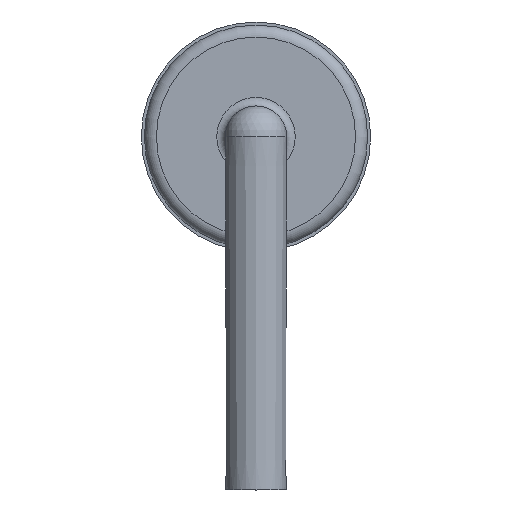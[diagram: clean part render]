
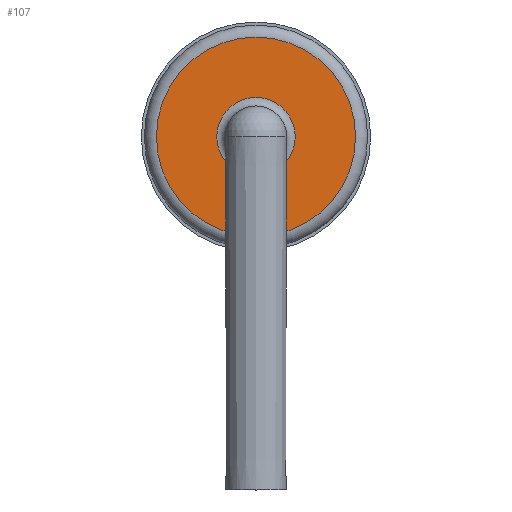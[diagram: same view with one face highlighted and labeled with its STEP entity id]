
A CAD part, left-side view. The second image highlights one B-rep face of the part: STEP entity #107.
In plain terms, the highlighted planar face has unit normal (-1, 0, 0).
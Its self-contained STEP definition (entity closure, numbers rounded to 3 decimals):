
#107=ADVANCED_FACE('',(#308,#310),#312,.F.);
#308=FACE_BOUND('',#309,.T.);
#309=EDGE_LOOP('',(#610));
#310=FACE_BOUND('',#311,.T.);
#311=EDGE_LOOP('',(#611));
#312=PLANE('',#313);
#313=AXIS2_PLACEMENT_3D('',#314,#315,#316);
#314=CARTESIAN_POINT('',(-2.,0.,0.));
#315=DIRECTION('',(1.,0.,0.));
#316=DIRECTION('',(0.,1.,0.));
#610=ORIENTED_EDGE('',*,*,#657,.F.);
#611=ORIENTED_EDGE('',*,*,#656,.F.);
#656=EDGE_CURVE('',#689,#689,#690,.F.);
#657=EDGE_CURVE('',#691,#691,#692,.T.);
#689=VERTEX_POINT('',#813);
#690=CIRCLE('',#814,0.325);
#691=VERTEX_POINT('',#818);
#692=CIRCLE('',#819,0.825);
#813=CARTESIAN_POINT('',(-2.,0.325,0.));
#814=AXIS2_PLACEMENT_3D('',#815,#816,#817);
#815=CARTESIAN_POINT('',(-2.,0.,0.));
#816=DIRECTION('',(1.,0.,0.));
#817=DIRECTION('',(0.,1.,0.));
#818=CARTESIAN_POINT('',(-2.,0.825,0.));
#819=AXIS2_PLACEMENT_3D('',#820,#821,#822);
#820=CARTESIAN_POINT('',(-2.,0.,0.));
#821=DIRECTION('',(1.,0.,0.));
#822=DIRECTION('',(0.,1.,0.));
